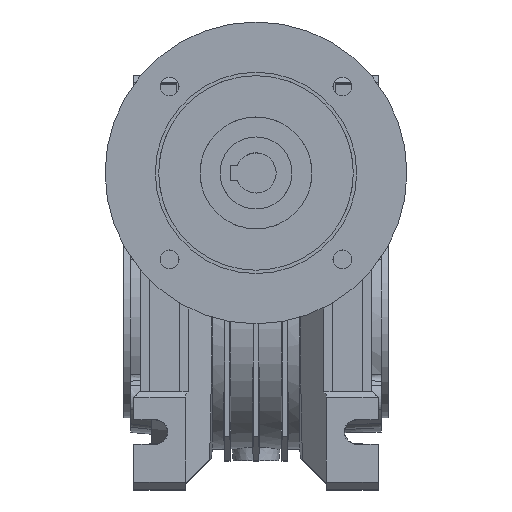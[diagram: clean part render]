
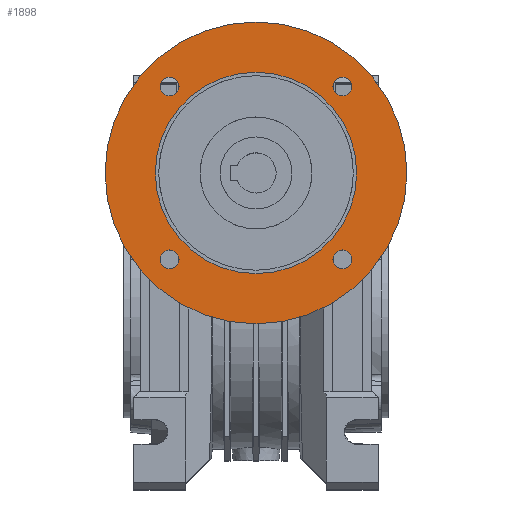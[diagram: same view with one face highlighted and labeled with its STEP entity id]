
A CAD part, top view. The second image highlights one B-rep face of the part: STEP entity #1898.
In plain terms, the highlighted planar face has unit normal (0, 0, 1).
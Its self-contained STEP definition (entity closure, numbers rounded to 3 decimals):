
#1898 = ADVANCED_FACE( 'NONE', ( #3954, #3955, #3956, #3957, #3958, #3959 ), #3960, .T. );
#3954 = FACE_OUTER_BOUND( '', #6448, .T. );
#3955 = FACE_BOUND( '', #6449, .T. );
#3956 = FACE_BOUND( '', #6450, .T. );
#3957 = FACE_BOUND( '', #6451, .T. );
#3958 = FACE_BOUND( '', #6452, .T. );
#3959 = FACE_BOUND( '', #6453, .T. );
#3960 = PLANE( '', #6454 );
#6448 = EDGE_LOOP( '', ( #12475 ) );
#6449 = EDGE_LOOP( '', ( #12476 ) );
#6450 = EDGE_LOOP( '', ( #12477 ) );
#6451 = EDGE_LOOP( '', ( #12478 ) );
#6452 = EDGE_LOOP( '', ( #12479 ) );
#6453 = EDGE_LOOP( '', ( #12480 ) );
#6454 = AXIS2_PLACEMENT_3D( '', #12481, #12482, #12483 );
#12475 = ORIENTED_EDGE( '', *, *, #13358, .T. );
#12476 = ORIENTED_EDGE( '', *, *, #15314, .T. );
#12477 = ORIENTED_EDGE( '', *, *, #15751, .T. );
#12478 = ORIENTED_EDGE( '', *, *, #14108, .T. );
#12479 = ORIENTED_EDGE( '', *, *, #13340, .T. );
#12480 = ORIENTED_EDGE( '', *, *, #14619, .T. );
#12481 = CARTESIAN_POINT( '', ( 0., -55., 16. ) );
#12482 = DIRECTION( '', ( 0., 0., 1. ) );
#12483 = DIRECTION( '', ( -1., 0., 0. ) );
#13340 = EDGE_CURVE( 'NONE', #15935, #15935, #15936, .F. );
#13358 = EDGE_CURVE( 'NONE', #15967, #15967, #15968, .T. );
#14108 = EDGE_CURVE( 'NONE', #17264, #17264, #17265, .F. );
#14619 = EDGE_CURVE( 'NONE', #18085, #18085, #18086, .F. );
#15314 = EDGE_CURVE( 'NONE', #19057, #19057, #19058, .F. );
#15751 = EDGE_CURVE( 'NONE', #19569, #19569, #19570, .F. );
#15935 = VERTEX_POINT( '', #19912 );
#15936 = CIRCLE( '', #19913, 3.296 );
#15967 = VERTEX_POINT( '', #19959 );
#15968 = CIRCLE( '', #19960, 52.474 );
#17264 = VERTEX_POINT( '', #22455 );
#17265 = CIRCLE( '', #22456, 3.296 );
#18085 = VERTEX_POINT( '', #24363 );
#18086 = CIRCLE( '', #24364, 35. );
#19057 = VERTEX_POINT( '', #26110 );
#19058 = CIRCLE( '', #26111, 3.296 );
#19569 = VERTEX_POINT( '', #27171 );
#19570 = CIRCLE( '', #27172, 3.296 );
#19912 = CARTESIAN_POINT( '', ( -33.348, 30.052, 16. ) );
#19913 = AXIS2_PLACEMENT_3D( '', #27381, #27382, #27383 );
#19959 = CARTESIAN_POINT( '', ( -52.474, 0., 16. ) );
#19960 = AXIS2_PLACEMENT_3D( '', #27399, #27400, #27401 );
#22455 = CARTESIAN_POINT( '', ( 26.756, -30.052, 16. ) );
#22456 = AXIS2_PLACEMENT_3D( '', #28162, #28163, #28164 );
#24363 = CARTESIAN_POINT( '', ( -35., 0., 16. ) );
#24364 = AXIS2_PLACEMENT_3D( '', #28771, #28772, #28773 );
#26110 = CARTESIAN_POINT( '', ( -33.348, -30.052, 16. ) );
#26111 = AXIS2_PLACEMENT_3D( '', #29388, #29389, #29390 );
#27171 = CARTESIAN_POINT( '', ( 26.756, 30.052, 16. ) );
#27172 = AXIS2_PLACEMENT_3D( '', #29719, #29720, #29721 );
#27381 = CARTESIAN_POINT( '', ( -30.052, 30.052, 16. ) );
#27382 = DIRECTION( '', ( 0., 0., 1. ) );
#27383 = DIRECTION( '', ( -1., 0., 0. ) );
#27399 = CARTESIAN_POINT( '', ( 0., 0., 16. ) );
#27400 = DIRECTION( '', ( 0., 0., 1. ) );
#27401 = DIRECTION( '', ( -1., 0., 0. ) );
#28162 = CARTESIAN_POINT( '', ( 30.052, -30.052, 16. ) );
#28163 = DIRECTION( '', ( 0., 0., 1. ) );
#28164 = DIRECTION( '', ( -1., 0., 0. ) );
#28771 = CARTESIAN_POINT( '', ( 0., 0., 16. ) );
#28772 = DIRECTION( '', ( 0., 0., 1. ) );
#28773 = DIRECTION( '', ( -1., 0., 0. ) );
#29388 = CARTESIAN_POINT( '', ( -30.052, -30.052, 16. ) );
#29389 = DIRECTION( '', ( 0., 0., 1. ) );
#29390 = DIRECTION( '', ( -1., 0., 0. ) );
#29719 = CARTESIAN_POINT( '', ( 30.052, 30.052, 16. ) );
#29720 = DIRECTION( '', ( 0., 0., 1. ) );
#29721 = DIRECTION( '', ( -1., 0., 0. ) );
